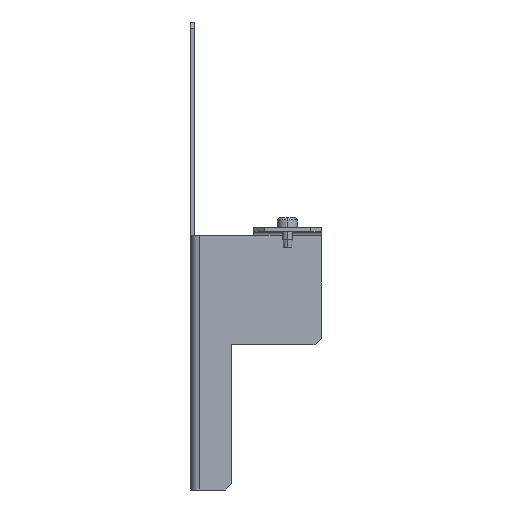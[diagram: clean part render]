
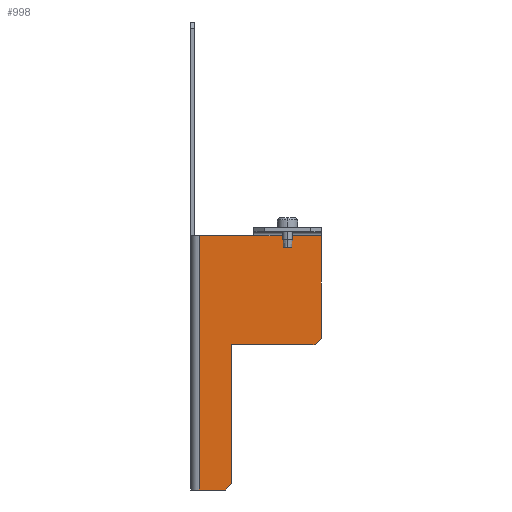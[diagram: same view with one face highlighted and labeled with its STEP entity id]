
A CAD part, left-side view. The second image highlights one B-rep face of the part: STEP entity #998.
In plain terms, the highlighted planar face has unit normal (-1, 0, 0).
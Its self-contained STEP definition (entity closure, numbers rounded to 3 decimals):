
#998=ADVANCED_FACE('',(#1964),#1965,.T.);
#1964=FACE_OUTER_BOUND('',#3037,.T.);
#1965=PLANE('',#3038);
#3037=EDGE_LOOP('',(#5592,#5593,#5594,#5595,#5596,#5597,#5598,#5599,#5600));
#3038=AXIS2_PLACEMENT_3D('',#5601,#5602,#5603);
#5592=ORIENTED_EDGE('',*,*,#7281,.T.);
#5593=ORIENTED_EDGE('',*,*,#7291,.T.);
#5594=ORIENTED_EDGE('',*,*,#7381,.T.);
#5595=ORIENTED_EDGE('',*,*,#7386,.T.);
#5596=ORIENTED_EDGE('',*,*,#7387,.F.);
#5597=ORIENTED_EDGE('',*,*,#7388,.F.);
#5598=ORIENTED_EDGE('',*,*,#7318,.T.);
#5599=ORIENTED_EDGE('',*,*,#7329,.T.);
#5600=ORIENTED_EDGE('',*,*,#7389,.T.);
#5601=CARTESIAN_POINT('',(17.0,30.0,0.0));
#5602=DIRECTION('',(-1.0,0.0,0.0));
#5603=DIRECTION('',(0.0,-1.0,0.0));
#7281=EDGE_CURVE('',#9002,#8999,#9003,.T.);
#7291=EDGE_CURVE('',#8999,#9018,#9020,.T.);
#7318=EDGE_CURVE('',#9066,#9064,#9067,.T.);
#7329=EDGE_CURVE('',#9064,#9080,#9082,.T.);
#7381=EDGE_CURVE('',#9018,#9150,#9154,.T.);
#7386=EDGE_CURVE('',#9150,#9159,#9160,.T.);
#7387=EDGE_CURVE('',#9161,#9159,#9162,.T.);
#7388=EDGE_CURVE('',#9066,#9161,#9163,.T.);
#7389=EDGE_CURVE('',#9080,#9002,#9164,.T.);
#8999=VERTEX_POINT('',#11534);
#9002=VERTEX_POINT('',#11538);
#9003=LINE('',#11539,#11540);
#9018=VERTEX_POINT('',#11561);
#9020=LINE('',#11563,#11564);
#9064=VERTEX_POINT('',#11627);
#9066=VERTEX_POINT('',#11630);
#9067=LINE('',#11631,#11632);
#9080=VERTEX_POINT('',#11651);
#9082=LINE('',#11654,#11655);
#9150=VERTEX_POINT('',#11754);
#9154=LINE('',#11759,#11760);
#9159=VERTEX_POINT('',#11766);
#9160=LINE('',#11767,#11768);
#9161=VERTEX_POINT('',#11769);
#9162=LINE('',#11770,#11771);
#9163=LINE('',#11772,#11773);
#9164=LINE('',#11774,#11775);
#11534=CARTESIAN_POINT('',(17.0,0.0,74.5));
#11538=CARTESIAN_POINT('',(17.0,3.0,71.5));
#11539=CARTESIAN_POINT('',(17.0,25.857,48.643));
#11540=VECTOR('',#12702,1.0);
#11561=CARTESIAN_POINT('',(17.0,0.0,125.0));
#11563=CARTESIAN_POINT('',(17.0,0.0,0.0));
#11564=VECTOR('',#12715,1.0);
#11627=CARTESIAN_POINT('',(17.0,44.0,3.));
#11630=CARTESIAN_POINT('',(17.0,47.0,0.0));
#11631=CARTESIAN_POINT('',(17.0,40.982,6.018));
#11632=VECTOR('',#12742,1.0);
#11651=CARTESIAN_POINT('',(17.0,44.0,71.5));
#11654=CARTESIAN_POINT('',(17.0,44.0,17.875));
#11655=VECTOR('',#12750,1.0);
#11754=CARTESIAN_POINT('',(17.,33.0,125.));
#11759=CARTESIAN_POINT('',(17.0,0.0,125.0));
#11760=VECTOR('',#12795,1.0);
#11766=CARTESIAN_POINT('',(17.0,60.0,125.0));
#11767=CARTESIAN_POINT('',(17.0,0.0,125.0));
#11768=VECTOR('',#12797,1.0);
#11769=CARTESIAN_POINT('',(17.0,60.0,0.0));
#11770=CARTESIAN_POINT('',(17.0,60.0,0.0));
#11771=VECTOR('',#12798,1.0);
#11772=CARTESIAN_POINT('',(17.0,0.0,0.0));
#11773=VECTOR('',#12799,1.0);
#11774=CARTESIAN_POINT('',(17.0,24.5,71.5));
#11775=VECTOR('',#12800,1.0);
#12702=DIRECTION('',(0.0,-0.707,0.707));
#12715=DIRECTION('',(0.0,0.0,1.0));
#12742=DIRECTION('',(0.0,-0.707,0.707));
#12750=DIRECTION('',(0.0,0.0,1.0));
#12795=DIRECTION('',(0.0,1.0,0.0));
#12797=DIRECTION('',(0.0,1.0,0.0));
#12798=DIRECTION('',(0.0,0.0,1.0));
#12799=DIRECTION('',(0.0,1.0,0.0));
#12800=DIRECTION('',(-0.0,-1.0,-0.0));
